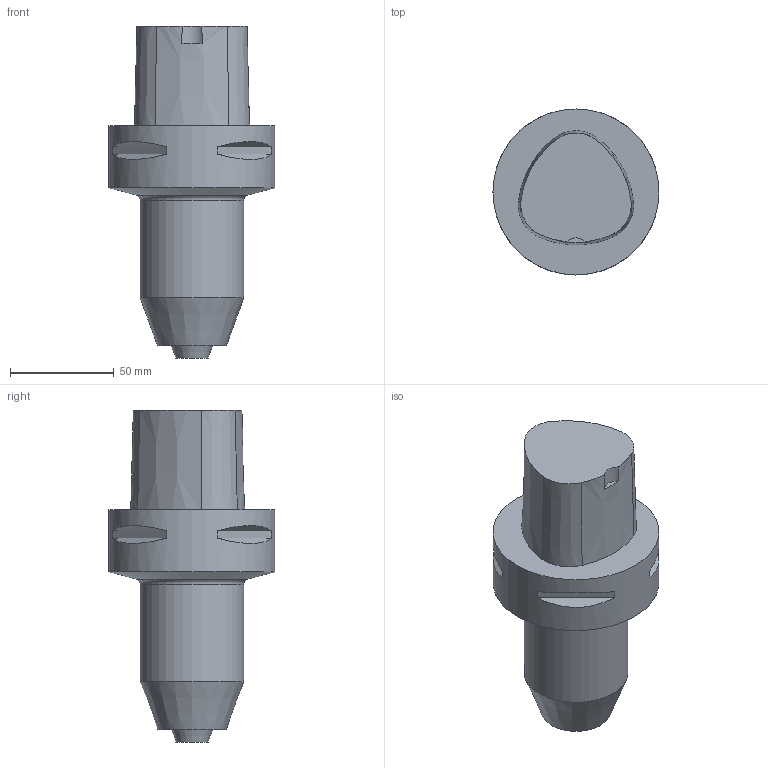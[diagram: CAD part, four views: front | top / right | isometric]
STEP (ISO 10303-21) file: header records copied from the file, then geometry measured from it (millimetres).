
FILE_DESCRIPTION(/* description */ ('3-D model version:1'),/* implementation_level */ '2;1');
FILE_NAME(/* name */ 'C8-391.32-13112',/* time_stamp */ '2016-12-02T14:01:50',/* author */ ('InteractiveCad'),/* organization */ ('AB Sandvik Coromant'),/* preprocessor_version */ 'ST-DEVELOPER v11',/* originating_system */ 'SIEMENS UGS NX 6.0',/* authorization */ '');
FILE_SCHEMA(('AUTOMOTIVE_DESIGN'));
Length unit declared in the file: millimetre
Products named in the file (1): ds29ECB0vfsc
Bounding box: 80 x 80 x 160 mm (x, y, z)
Volume: 398948.4 mm3; surface area: 36090.7 mm2
Topology: 1 solids, 1 shells, 30 faces, 63 edges, 41 vertices
Faces by surface type: plane 17, cone 9, cylinder 3, torus 1
Full cylindrical faces by diameter (mm): 50 x1, 80 x1
Entity records: 816 total; most frequent: DIRECTION 154, CARTESIAN_POINT 136, ORIENTED_EDGE 112, AXIS2_PLACEMENT_3D 66, EDGE_CURVE 56, EDGE_LOOP 42, VERTEX_POINT 40, ADVANCED_FACE 30
